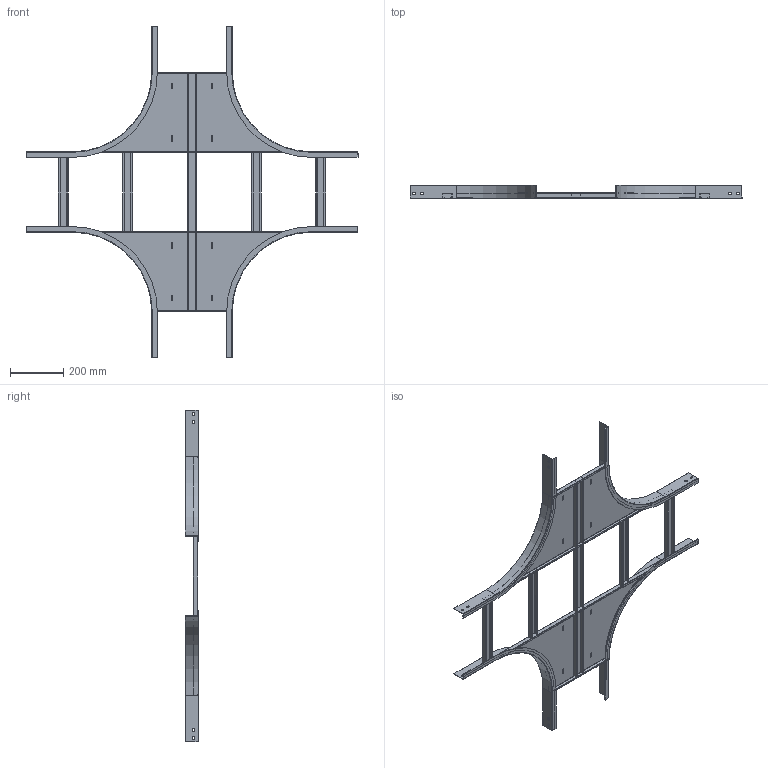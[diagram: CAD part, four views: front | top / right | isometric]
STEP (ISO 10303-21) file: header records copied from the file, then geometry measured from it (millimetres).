
FILE_DESCRIPTION (( 'STEP AP203' ), '1' );
FILE_NAME ('Õ-îòâåòâèòåëü R300_LX1303.step', '2012-12-19T08:52:53', ( 'Àñååâ' ), ( '' ), 'SwSTEP 2.0', 'SolidWorks 2012', '' );
FILE_SCHEMA (( 'CONFIG_CONTROL_DESIGN' ));
Length unit declared in the file: millimetre
Products named in the file (1): Õ-îòâåòâèòåëü R300_LX1303
Bounding box: 1246 x 50 x 1245.2 mm (x, y, z)
Volume: 790391.9 mm3; surface area: 1429378.9 mm2
Topology: 11 solids, 11 shells, 446 faces, 1048 edges, 624 vertices
Faces by surface type: plane 314, cylinder 124, torus 8
Entity records: 12713 total; most frequent: CARTESIAN_POINT 2263, DIRECTION 2174, ORIENTED_EDGE 2096, EDGE_CURVE 1048, VECTOR 784, LINE 784, AXIS2_PLACEMENT_3D 695, VERTEX_POINT 624
